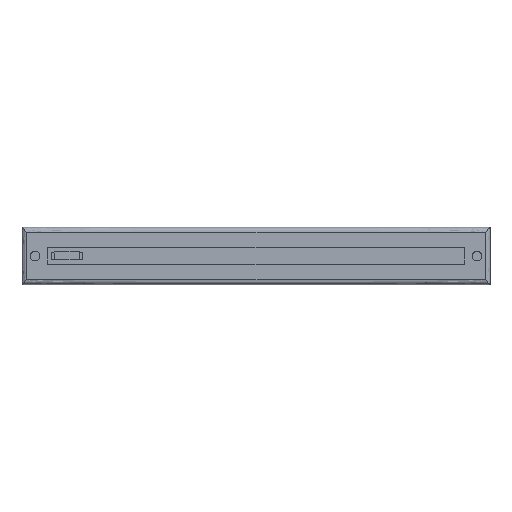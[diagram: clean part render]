
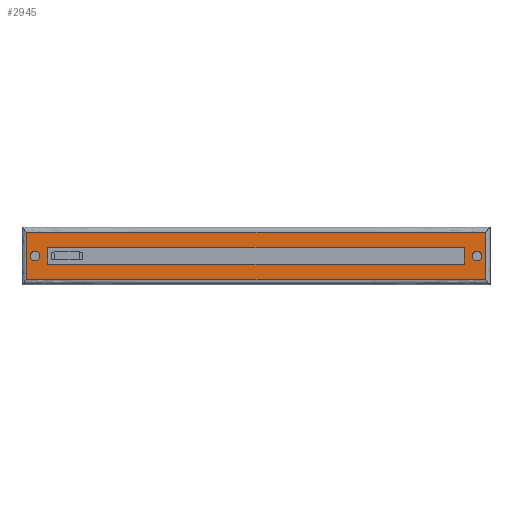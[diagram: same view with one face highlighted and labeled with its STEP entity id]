
A CAD part, top view. The second image highlights one B-rep face of the part: STEP entity #2945.
In plain terms, the highlighted free-form (B-spline) face has degree [1, 1] with [2, 2] control points.
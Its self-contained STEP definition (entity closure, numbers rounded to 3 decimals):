
#2483 = VERTEX_POINT('',#2484);
#2484 = CARTESIAN_POINT('',(-26.99,1.047,
    5.43));
#2489 = EDGE_CURVE('',#2490,#2483,#2492,.T.);
#2490 = VERTEX_POINT('',#2491);
#2491 = CARTESIAN_POINT('',(-26.99,-1.047,
    5.43));
#2492 = B_SPLINE_CURVE_WITH_KNOTS('',1,(#2493,#2494),.UNSPECIFIED.,.F.,
  .F.,(2,2),(0.,0.26),.PIECEWISE_BEZIER_KNOTS.);
#2493 = CARTESIAN_POINT('',(-26.99,-1.047,
    5.43));
#2494 = CARTESIAN_POINT('',(-26.99,1.047,
    5.43));
#2511 = VERTEX_POINT('',#2512);
#2512 = CARTESIAN_POINT('',(26.99,1.047,
    5.43));
#2517 = EDGE_CURVE('',#2483,#2511,#2518,.T.);
#2518 = B_SPLINE_CURVE_WITH_KNOTS('',1,(#2519,#2520),.UNSPECIFIED.,.F.,
  .F.,(2,2),(0.,6.7),.PIECEWISE_BEZIER_KNOTS.);
#2519 = CARTESIAN_POINT('',(-26.99,1.047,
    5.43));
#2520 = CARTESIAN_POINT('',(26.99,1.047,
    5.43));
#2675 = EDGE_CURVE('',#2676,#2678,#2680,.T.);
#2676 = VERTEX_POINT('',#2677);
#2677 = CARTESIAN_POINT('',(-29.649,3.078,5.43
    ));
#2678 = VERTEX_POINT('',#2679);
#2679 = CARTESIAN_POINT('',(29.649,3.078,
    5.43));
#2680 = B_SPLINE_CURVE_WITH_KNOTS('',1,(#2681,#2682),.UNSPECIFIED.,.F.,
  .F.,(2,2),(-5.56,1.8),.PIECEWISE_BEZIER_KNOTS.);
#2681 = CARTESIAN_POINT('',(-29.649,3.078,5.43
    ));
#2682 = CARTESIAN_POINT('',(29.649,3.078,
    5.43));
#2715 = EDGE_CURVE('',#2678,#2716,#2718,.T.);
#2716 = VERTEX_POINT('',#2717);
#2717 = CARTESIAN_POINT('',(29.649,-3.078,
    5.43));
#2718 = B_SPLINE_CURVE_WITH_KNOTS('',1,(#2719,#2720),.UNSPECIFIED.,.F.,
  .F.,(2,2),(-0.613,0.151),.PIECEWISE_BEZIER_KNOTS.);
#2719 = CARTESIAN_POINT('',(29.649,3.078,
    5.43));
#2720 = CARTESIAN_POINT('',(29.649,-3.078,
    5.43));
#2746 = EDGE_CURVE('',#2716,#2747,#2749,.T.);
#2747 = VERTEX_POINT('',#2748);
#2748 = CARTESIAN_POINT('',(-29.649,-3.078,
    5.43));
#2749 = B_SPLINE_CURVE_WITH_KNOTS('',1,(#2750,#2751),.UNSPECIFIED.,.F.,
  .F.,(2,2),(-5.56,1.8),.PIECEWISE_BEZIER_KNOTS.);
#2750 = CARTESIAN_POINT('',(29.649,-3.078,
    5.43));
#2751 = CARTESIAN_POINT('',(-29.649,-3.078,
    5.43));
#2783 = EDGE_CURVE('',#2747,#2676,#2784,.T.);
#2784 = B_SPLINE_CURVE_WITH_KNOTS('',1,(#2785,#2786),.UNSPECIFIED.,.F.,
  .F.,(2,2),(-0.613,0.151),.PIECEWISE_BEZIER_KNOTS.);
#2785 = CARTESIAN_POINT('',(-29.649,-3.078,
    5.43));
#2786 = CARTESIAN_POINT('',(-29.649,3.078,5.43
    ));
#2945 = ADVANCED_FACE('',(#2946,#2952,#2968,#2984),#3000,.T.);
#2946 = FACE_BOUND('',#2947,.T.);
#2947 = EDGE_LOOP('',(#2948,#2949,#2950,#2951));
#2948 = ORIENTED_EDGE('',*,*,#2675,.F.);
#2949 = ORIENTED_EDGE('',*,*,#2783,.F.);
#2950 = ORIENTED_EDGE('',*,*,#2746,.F.);
#2951 = ORIENTED_EDGE('',*,*,#2715,.F.);
#2952 = FACE_BOUND('',#2953,.T.);
#2953 = EDGE_LOOP('',(#2954));
#2954 = ORIENTED_EDGE('',*,*,#2955,.T.);
#2955 = EDGE_CURVE('',#2956,#2956,#2958,.T.);
#2956 = VERTEX_POINT('',#2957);
#2957 = CARTESIAN_POINT('',(27.977,0.,5.43));
#2958 = ( BOUNDED_CURVE() B_SPLINE_CURVE(2,(#2959,#2960,#2961,#2962,
    #2963,#2964,#2965,#2966,#2967),.UNSPECIFIED.,.T.,.F.) 
B_SPLINE_CURVE_WITH_KNOTS((3,2,2,2,3),(-3.142,-1.571,0.
,1.571,3.142),.UNSPECIFIED.) CURVE() 
GEOMETRIC_REPRESENTATION_ITEM() RATIONAL_B_SPLINE_CURVE((1.,
    0.707,1.,0.707,1.,0.707,1.,0.707
,1.)) REPRESENTATION_ITEM('') );
#2959 = CARTESIAN_POINT('',(27.977,0.,
    5.43));
#2960 = CARTESIAN_POINT('',(27.977,0.624,
    5.43));
#2961 = CARTESIAN_POINT('',(28.601,0.624,
    5.43));
#2962 = CARTESIAN_POINT('',(29.226,0.624,
    5.43));
#2963 = CARTESIAN_POINT('',(29.226,0.,5.43));
#2964 = CARTESIAN_POINT('',(29.226,-0.624,
    5.43));
#2965 = CARTESIAN_POINT('',(28.601,-0.624,
    5.43));
#2966 = CARTESIAN_POINT('',(27.977,-0.624,
    5.43));
#2967 = CARTESIAN_POINT('',(27.977,0.,
    5.43));
#2968 = FACE_BOUND('',#2969,.T.);
#2969 = EDGE_LOOP('',(#2970));
#2970 = ORIENTED_EDGE('',*,*,#2971,.T.);
#2971 = EDGE_CURVE('',#2972,#2972,#2974,.T.);
#2972 = VERTEX_POINT('',#2973);
#2973 = CARTESIAN_POINT('',(-29.226,0.,5.43));
#2974 = ( BOUNDED_CURVE() B_SPLINE_CURVE(2,(#2975,#2976,#2977,#2978,
    #2979,#2980,#2981,#2982,#2983),.UNSPECIFIED.,.T.,.F.) 
B_SPLINE_CURVE_WITH_KNOTS((3,2,2,2,3),(-3.142,-1.571,0.
,1.571,3.142),.UNSPECIFIED.) CURVE() 
GEOMETRIC_REPRESENTATION_ITEM() RATIONAL_B_SPLINE_CURVE((1.,
    0.707,1.,0.707,1.,0.707,1.,0.707
,1.)) REPRESENTATION_ITEM('') );
#2975 = CARTESIAN_POINT('',(-29.226,0.,
    5.43));
#2976 = CARTESIAN_POINT('',(-29.226,0.624,5.43
    ));
#2977 = CARTESIAN_POINT('',(-28.601,0.624,5.43
    ));
#2978 = CARTESIAN_POINT('',(-27.977,0.624,5.43
    ));
#2979 = CARTESIAN_POINT('',(-27.977,0.,5.43));
#2980 = CARTESIAN_POINT('',(-27.977,-0.624,
    5.43));
#2981 = CARTESIAN_POINT('',(-28.601,-0.624,
    5.43));
#2982 = CARTESIAN_POINT('',(-29.226,-0.624,
    5.43));
#2983 = CARTESIAN_POINT('',(-29.226,0.,
    5.43));
#2984 = FACE_BOUND('',#2985,.T.);
#2985 = EDGE_LOOP('',(#2986,#2993,#2994,#2995));
#2986 = ORIENTED_EDGE('',*,*,#2987,.T.);
#2987 = EDGE_CURVE('',#2988,#2490,#2990,.T.);
#2988 = VERTEX_POINT('',#2989);
#2989 = CARTESIAN_POINT('',(26.99,-1.047,
    5.43));
#2990 = B_SPLINE_CURVE_WITH_KNOTS('',1,(#2991,#2992),.UNSPECIFIED.,.F.,
  .F.,(2,2),(0.,6.7),.PIECEWISE_BEZIER_KNOTS.);
#2991 = CARTESIAN_POINT('',(26.99,-1.047,
    5.43));
#2992 = CARTESIAN_POINT('',(-26.99,-1.047,
    5.43));
#2993 = ORIENTED_EDGE('',*,*,#2489,.T.);
#2994 = ORIENTED_EDGE('',*,*,#2517,.T.);
#2995 = ORIENTED_EDGE('',*,*,#2996,.T.);
#2996 = EDGE_CURVE('',#2511,#2988,#2997,.T.);
#2997 = B_SPLINE_CURVE_WITH_KNOTS('',1,(#2998,#2999),.UNSPECIFIED.,.F.,
  .F.,(2,2),(0.,0.26),.PIECEWISE_BEZIER_KNOTS.);
#2998 = CARTESIAN_POINT('',(26.99,1.047,
    5.43));
#2999 = CARTESIAN_POINT('',(26.99,-1.047,
    5.43));
#3000 = B_SPLINE_SURFACE_WITH_KNOTS('',1,1,(
    (#3001,#3002)
    ,(#3003,#3004
  )),.UNSPECIFIED.,.F.,.F.,.F.,(2,2),(2,2),(-3.681,3.681),(-0.383,0.383)
  ,.PIECEWISE_BEZIER_KNOTS.);
#3001 = CARTESIAN_POINT('',(-29.657,-3.086,
    5.43));
#3002 = CARTESIAN_POINT('',(-29.657,3.086,
    5.43));
#3003 = CARTESIAN_POINT('',(29.657,-3.086,
    5.43));
#3004 = CARTESIAN_POINT('',(29.657,3.086,
    5.43));
